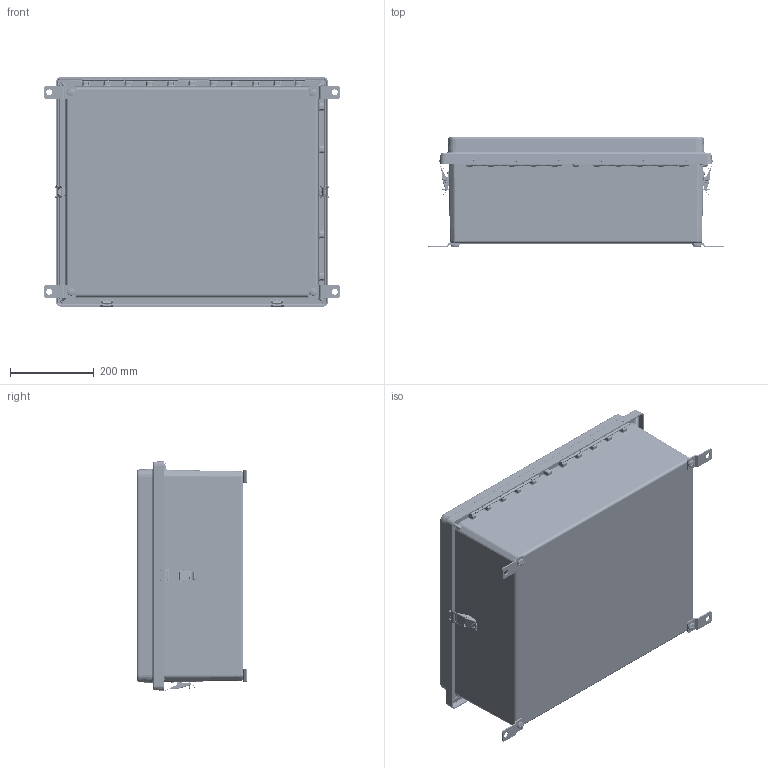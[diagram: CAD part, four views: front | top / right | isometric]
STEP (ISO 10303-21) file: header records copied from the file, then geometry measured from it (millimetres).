
FILE_DESCRIPTION (( 'STEP AP203' ), '1' );
FILE_NAME ('AM24208RL.step', '2014-04-03T13:21:06', ( '' ), ( '' ), 'SwSTEP 2.0', 'SolidWorks 2014', '' );
FILE_SCHEMA (( 'CONFIG_CONTROL_DESIGN' ));
Length unit declared in the file: inch
Products named in the file (24): 70-60835-1; 621-01 Lever316; WLGKEEPER316; 60801 bottom leaf; 55-3816341_91792A622; 621-06 hook316; 621-02  BASE316; 60801 top leaf; 1740001; 621-05 Rivet (f)316; 621-04 Rivet (f)316; 1086 D-40509; AM24208RL; 70-60864316; 70-60427_PreviewCfg; 70-63238316TX_SCREW_96710A258; 70-60426_91102A730; 70-63238316TX_oring; 70-60425_91875A110; 70-63238316TX; 70-3816709; 70-632DUALNUT; 70-60511316; 1057 D-40481
Assembly tree (86 placements, depth 3):
  AM24208RL
    1057 D-40481
    60801 bottom leaf  x2
    60801 top leaf  x2
    1086 D-40509
    70-60427_PreviewCfg  x6
    70-60426_91102A730  x6
    70-60425_91875A110  x6
    70-3816709  x8
    70-60511316  x14
    WLGKEEPER316  x4
    70-60864316  x4
      621-02  BASE316
      621-04 Rivet (f)316
      621-01 Lever316
      621-06 hook316
      621-05 Rivet (f)316
    70-63238316TX  x8
      70-63238316TX_SCREW_96710A258
      70-63238316TX_oring
    70-632DUALNUT  x4
    70-60835-1
    55-3816341_91792A622  x8
    1740001  x4
Bounding box: 707.39 x 263.65 x 550.43 mm (x, y, z)
Volume: 5237471.5 mm3; surface area: 3222035.8 mm2
Topology: 103 solids, 103 shells, 5811 faces, 14893 edges, 9307 vertices
Faces by surface type: cylinder 2700, plane 1461, cone 998, torus 308, bspline 248, sphere 96
Entity records: 68808 total; most frequent: CARTESIAN_POINT 22085, ORIENTED_EDGE 9280, DIRECTION 8644, EDGE_CURVE 4640, AXIS2_PLACEMENT_3D 3243, VERTEX_POINT 2885, LINE 2158, VECTOR 2158
